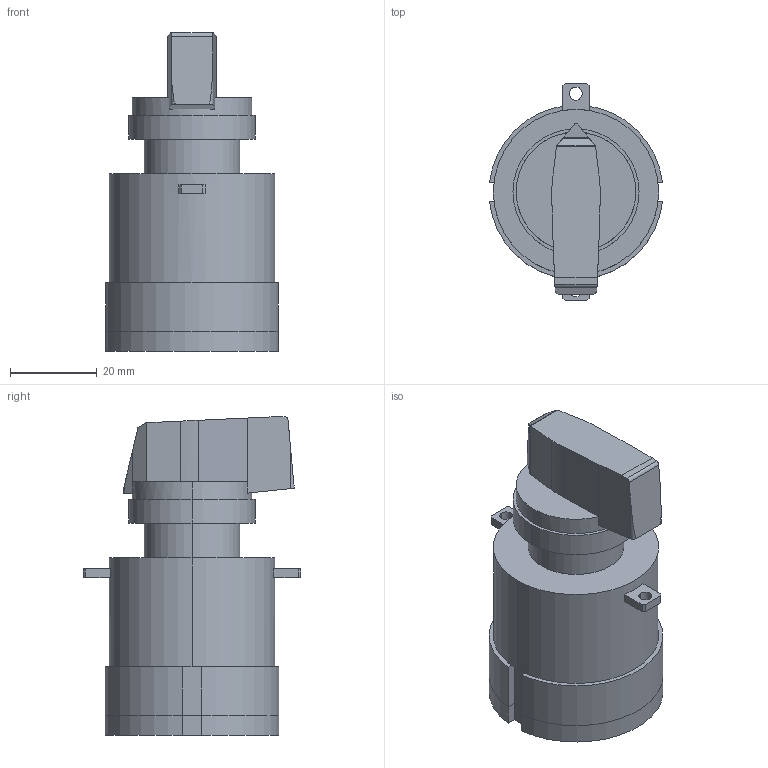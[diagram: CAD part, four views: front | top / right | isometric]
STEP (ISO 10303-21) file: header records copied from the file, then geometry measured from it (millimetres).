
FILE_DESCRIPTION((''),'2;1');
FILE_NAME('3d_7GN2090U11.stp','2012-10-02T14:30:11',(''),(''),'Mechanical Desktop 2011','Mechanical Desktop 2011',', , ');
FILE_SCHEMA(('CONFIG_CONTROL_DESIGN'));
Length unit declared in the file: millimetre
Products named in the file (1): Product
Bounding box: 39.76 x 50 x 73.3 mm (x, y, z)
Volume: 62507.5 mm3; surface area: 18660.7 mm2
Topology: 6 solids, 6 shells, 92 faces, 232 edges, 154 vertices
Faces by surface type: plane 55, cylinder 25, bspline 12
Entity records: 2891 total; most frequent: CARTESIAN_POINT 543, DIRECTION 466, ORIENTED_EDGE 464, EDGE_CURVE 232, VECTOR 160, LINE 160, VERTEX_POINT 154, AXIS2_PLACEMENT_3D 153
